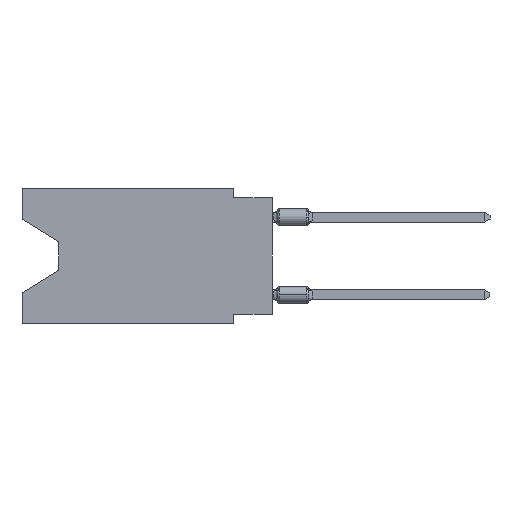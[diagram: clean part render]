
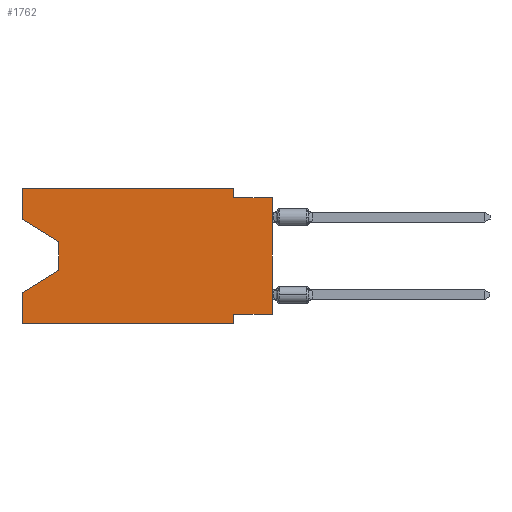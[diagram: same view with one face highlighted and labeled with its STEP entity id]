
A CAD part, left-side view. The second image highlights one B-rep face of the part: STEP entity #1762.
In plain terms, the highlighted planar face has unit normal (-1, 0, 0).
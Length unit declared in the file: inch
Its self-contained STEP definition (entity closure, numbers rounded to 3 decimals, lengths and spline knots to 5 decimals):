
#54 = DIRECTION ( 'NONE',  ( 0., 0., -1. ) ) ;
#123 = VERTEX_POINT ( 'NONE', #7887 ) ;
#150 = VERTEX_POINT ( 'NONE', #12123 ) ;
#161 = CARTESIAN_POINT ( 'NONE',  ( 0., 0., 0. ) ) ;
#214 = VECTOR ( 'NONE', #5726, 39.37008 ) ;
#355 = VECTOR ( 'NONE', #54, 39.37008 ) ;
#418 = ORIENTED_EDGE ( 'NONE', *, *, #6723, .F. ) ;
#516 = CARTESIAN_POINT ( 'NONE',  ( 0., 0.55, -0.212 ) ) ;
#666 = ORIENTED_EDGE ( 'NONE', *, *, #6510, .F. ) ;
#968 = CARTESIAN_POINT ( 'NONE',  ( 0., 0.1, -0.025 ) ) ;
#1085 = VERTEX_POINT ( 'NONE', #12020 ) ;
#1163 = EDGE_LOOP ( 'NONE', ( #10427, #9611, #4949, #10012, #1946, #10401, #666, #9050, #3022, #13059, #418, #4073 ) ) ;
#1375 = EDGE_CURVE ( 'NONE', #10784, #9311, #8410, .T. ) ;
#1443 = CARTESIAN_POINT ( 'NONE',  ( 0., 0.55, -0.138 ) ) ;
#1516 = LINE ( 'NONE', #1589, #214 ) ;
#1555 = VERTEX_POINT ( 'NONE', #1626 ) ;
#1589 = CARTESIAN_POINT ( 'NONE',  ( 0., 0.645, -0.35 ) ) ;
#1626 = CARTESIAN_POINT ( 'NONE',  ( 0., 0.1, -0.325 ) ) ;
#1635 = EDGE_CURVE ( 'NONE', #5279, #9819, #6041, .T. ) ;
#1654 = CARTESIAN_POINT ( 'NONE',  ( 0., 0.645, 0. ) ) ;
#1762 = ADVANCED_FACE ( 'NONE', ( #3194 ), #2038, .F. ) ;
#1896 = CARTESIAN_POINT ( 'NONE',  ( 0., 0.645, -0.26975 ) ) ;
#1920 = DIRECTION ( 'NONE',  ( 0., -1., 0. ) ) ;
#1946 = ORIENTED_EDGE ( 'NONE', *, *, #10809, .T. ) ;
#2038 = PLANE ( 'NONE',  #12754 ) ;
#2277 = EDGE_CURVE ( 'NONE', #12215, #10784, #12937, .T. ) ;
#2788 = VECTOR ( 'NONE', #4705, 39.37008 ) ;
#2810 = LINE ( 'NONE', #9106, #6290 ) ;
#3022 = ORIENTED_EDGE ( 'NONE', *, *, #1635, .F. ) ;
#3134 = CARTESIAN_POINT ( 'NONE',  ( 0., 0., -0.025 ) ) ;
#3194 = FACE_OUTER_BOUND ( 'NONE', #1163, .T. ) ;
#3265 = VECTOR ( 'NONE', #12430, 39.37008 ) ;
#3325 = DIRECTION ( 'NONE',  ( 0., 0., 1. ) ) ;
#3409 = DIRECTION ( 'NONE',  ( 0., 0., -1. ) ) ;
#3683 = EDGE_CURVE ( 'NONE', #12215, #6248, #9461, .T. ) ;
#3788 = VERTEX_POINT ( 'NONE', #13426 ) ;
#4034 = DIRECTION ( 'NONE',  ( 0., -1., 0. ) ) ;
#4073 = ORIENTED_EDGE ( 'NONE', *, *, #3683, .F. ) ;
#4304 = VECTOR ( 'NONE', #12022, 39.37008 ) ;
#4317 = CARTESIAN_POINT ( 'NONE',  ( 0., 0., -0.025 ) ) ;
#4386 = VERTEX_POINT ( 'NONE', #1896 ) ;
#4449 = LINE ( 'NONE', #8674, #7200 ) ;
#4705 = DIRECTION ( 'NONE',  ( 0., 0.855, -0.519 ) ) ;
#4949 = ORIENTED_EDGE ( 'NONE', *, *, #7585, .T. ) ;
#5279 = VERTEX_POINT ( 'NONE', #968 ) ;
#5535 = LINE ( 'NONE', #5816, #10545 ) ;
#5726 = DIRECTION ( 'NONE',  ( 0., -1., 0. ) ) ;
#5816 = CARTESIAN_POINT ( 'NONE',  ( 0., 0.645, 0. ) ) ;
#6041 = LINE ( 'NONE', #3134, #10106 ) ;
#6248 = VERTEX_POINT ( 'NONE', #1654 ) ;
#6290 = VECTOR ( 'NONE', #1920, 39.37008 ) ;
#6510 = EDGE_CURVE ( 'NONE', #3788, #1555, #13196, .T. ) ;
#6548 = CARTESIAN_POINT ( 'NONE',  ( 0., 0.645, -0.08025 ) ) ;
#6723 = EDGE_CURVE ( 'NONE', #6248, #1085, #2810, .T. ) ;
#6963 = VECTOR ( 'NONE', #10585, 39.37008 ) ;
#7045 = EDGE_CURVE ( 'NONE', #1555, #150, #4449, .T. ) ;
#7200 = VECTOR ( 'NONE', #3409, 39.37008 ) ;
#7420 = DIRECTION ( 'NONE',  ( 0., 0., -1. ) ) ;
#7585 = EDGE_CURVE ( 'NONE', #9311, #4386, #8030, .T. ) ;
#7679 = LINE ( 'NONE', #161, #12607 ) ;
#7887 = CARTESIAN_POINT ( 'NONE',  ( 0., 0.645, -0.35 ) ) ;
#7994 = LINE ( 'NONE', #11333, #3265 ) ;
#8030 = LINE ( 'NONE', #516, #2788 ) ;
#8264 = CARTESIAN_POINT ( 'NONE',  ( 0., 0.55, -0.138 ) ) ;
#8410 = LINE ( 'NONE', #8264, #355 ) ;
#8543 = CARTESIAN_POINT ( 'NONE',  ( 0., 0.645, -0.08025 ) ) ;
#8674 = CARTESIAN_POINT ( 'NONE',  ( 0., 0.1, -0.35 ) ) ;
#9050 = ORIENTED_EDGE ( 'NONE', *, *, #12002, .T. ) ;
#9106 = CARTESIAN_POINT ( 'NONE',  ( 0., 0.645, 0. ) ) ;
#9182 = EDGE_CURVE ( 'NONE', #123, #4386, #5535, .T. ) ;
#9192 = CARTESIAN_POINT ( 'NONE',  ( 0., 0.645, 0. ) ) ;
#9311 = VERTEX_POINT ( 'NONE', #13427 ) ;
#9421 = DIRECTION ( 'NONE',  ( 1., 0., 0. ) ) ;
#9461 = LINE ( 'NONE', #9192, #9813 ) ;
#9611 = ORIENTED_EDGE ( 'NONE', *, *, #1375, .T. ) ;
#9683 = EDGE_CURVE ( 'NONE', #1085, #5279, #7994, .T. ) ;
#9813 = VECTOR ( 'NONE', #12380, 39.37008 ) ;
#9819 = VERTEX_POINT ( 'NONE', #4317 ) ;
#9865 = CARTESIAN_POINT ( 'NONE',  ( 0., 0., -0.325 ) ) ;
#10012 = ORIENTED_EDGE ( 'NONE', *, *, #9182, .F. ) ;
#10024 = DIRECTION ( 'NONE',  ( 0., 0., 1. ) ) ;
#10106 = VECTOR ( 'NONE', #4034, 39.37008 ) ;
#10401 = ORIENTED_EDGE ( 'NONE', *, *, #7045, .F. ) ;
#10427 = ORIENTED_EDGE ( 'NONE', *, *, #2277, .T. ) ;
#10535 = CARTESIAN_POINT ( 'NONE',  ( 0., 0.645, 0. ) ) ;
#10545 = VECTOR ( 'NONE', #10024, 39.37008 ) ;
#10585 = DIRECTION ( 'NONE',  ( 0., -0.855, -0.519 ) ) ;
#10784 = VERTEX_POINT ( 'NONE', #1443 ) ;
#10809 = EDGE_CURVE ( 'NONE', #123, #150, #1516, .T. ) ;
#11333 = CARTESIAN_POINT ( 'NONE',  ( 0., 0.1, 0. ) ) ;
#12002 = EDGE_CURVE ( 'NONE', #3788, #9819, #7679, .T. ) ;
#12020 = CARTESIAN_POINT ( 'NONE',  ( 0., 0.1, 0. ) ) ;
#12022 = DIRECTION ( 'NONE',  ( 0., 1., 0. ) ) ;
#12123 = CARTESIAN_POINT ( 'NONE',  ( 0., 0.1, -0.35 ) ) ;
#12215 = VERTEX_POINT ( 'NONE', #8543 ) ;
#12380 = DIRECTION ( 'NONE',  ( 0., 0., 1. ) ) ;
#12430 = DIRECTION ( 'NONE',  ( 0., 0., -1. ) ) ;
#12607 = VECTOR ( 'NONE', #3325, 39.37008 ) ;
#12754 = AXIS2_PLACEMENT_3D ( 'NONE', #10535, #9421, #7420 ) ;
#12937 = LINE ( 'NONE', #6548, #6963 ) ;
#13059 = ORIENTED_EDGE ( 'NONE', *, *, #9683, .F. ) ;
#13196 = LINE ( 'NONE', #9865, #4304 ) ;
#13426 = CARTESIAN_POINT ( 'NONE',  ( 0., 0., -0.325 ) ) ;
#13427 = CARTESIAN_POINT ( 'NONE',  ( 0., 0.55, -0.212 ) ) ;
